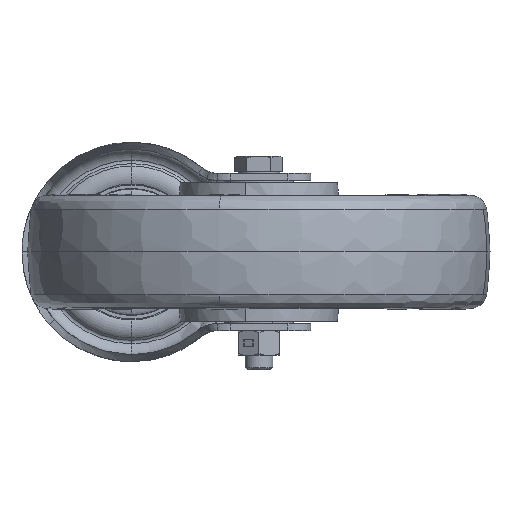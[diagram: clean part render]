
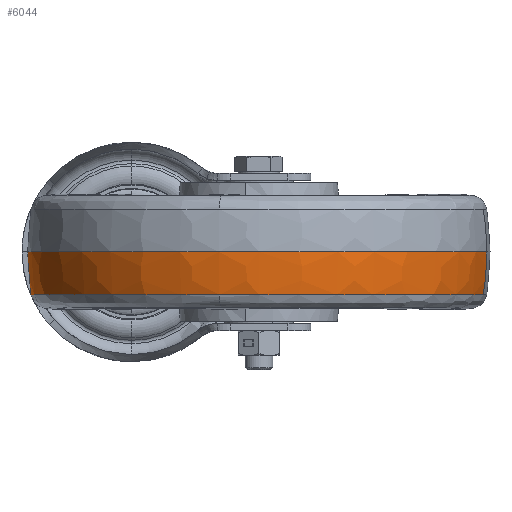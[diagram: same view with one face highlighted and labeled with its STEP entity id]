
A CAD part, front view. The second image highlights one B-rep face of the part: STEP entity #6044.
In plain terms, the highlighted toroidal (fillet/blend) face has major radius 4.992 mm and minor radius 105 mm.
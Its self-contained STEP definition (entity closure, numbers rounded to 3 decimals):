
#287 = AXIS2_PLACEMENT_3D ( 'NONE', #21261, #10155, #4544 ) ;
#560 = DIRECTION ( 'NONE',  ( -0.174, -0.985, 0. ) ) ;
#570 = CARTESIAN_POINT ( 'NONE',  ( 55., -131., 0. ) ) ;
#681 = DIRECTION ( 'NONE',  ( -0.174, -0.985, 0. ) ) ;
#918 = CARTESIAN_POINT ( 'NONE',  ( 59.916, -131.867, -1.304 ) ) ;
#1248 = ORIENTED_EDGE ( 'NONE', *, *, #19588, .T. ) ;
#2005 = EDGE_CURVE ( 'NONE', #11836, #2705, #20690, .T. ) ;
#2705 = VERTEX_POINT ( 'NONE', #12744 ) ;
#2963 = VERTEX_POINT ( 'NONE', #14754 ) ;
#4544 = DIRECTION ( 'NONE',  ( -0.174, -0.985, 0. ) ) ;
#6044 = ADVANCED_FACE ( 'NONE', ( #11367 ), #8072, .T. ) ;
#6186 = CARTESIAN_POINT ( 'NONE',  ( 55., -131., -18.561 ) ) ;
#7404 = AXIS2_PLACEMENT_3D ( 'NONE', #6186, #23254, #681 ) ;
#7829 = EDGE_CURVE ( 'NONE', #2705, #20972, #21124, .T. ) ;
#8072 = TOROIDAL_SURFACE ( 'NONE', #21736, -4.992, 105. ) ;
#8652 = CIRCLE ( 'NONE', #9454, 105. ) ;
#9454 = AXIS2_PLACEMENT_3D ( 'NONE', #918, #15600, #23149 ) ;
#9565 = EDGE_CURVE ( 'NONE', #2963, #11836, #23670, .T. ) ;
#10155 = DIRECTION ( 'NONE',  ( 0., 0., 1. ) ) ;
#10303 = CARTESIAN_POINT ( 'NONE',  ( 50.084, -130.133, -1.304 ) ) ;
#10595 = AXIS2_PLACEMENT_3D ( 'NONE', #10303, #560, #13765 ) ;
#11367 = FACE_OUTER_BOUND ( 'NONE', #21752, .T. ) ;
#11475 = CARTESIAN_POINT ( 'NONE',  ( 55., -131., -1.304 ) ) ;
#11836 = VERTEX_POINT ( 'NONE', #16323 ) ;
#12044 = DIRECTION ( 'NONE',  ( 0., 0., -1. ) ) ;
#12744 = CARTESIAN_POINT ( 'NONE',  ( 152.081, -148.128, -18.561 ) ) ;
#13311 = DIRECTION ( 'NONE',  ( 0., 0., 1. ) ) ;
#13765 = DIRECTION ( 'NONE',  ( 0.985, -0.174, 0. ) ) ;
#14529 = AXIS2_PLACEMENT_3D ( 'NONE', #570, #12044, #15357 ) ;
#14754 = CARTESIAN_POINT ( 'NONE',  ( -42.081, -113.872, -18.561 ) ) ;
#15354 = ORIENTED_EDGE ( 'NONE', *, *, #9565, .T. ) ;
#15357 = DIRECTION ( 'NONE',  ( -0.985, 0.174, 0. ) ) ;
#15600 = DIRECTION ( 'NONE',  ( 0.174, 0.985, 0. ) ) ;
#15786 = CARTESIAN_POINT ( 'NONE',  ( 153.479, -148.375, 0. ) ) ;
#16323 = CARTESIAN_POINT ( 'NONE',  ( 37.872, -228.081, -18.561 ) ) ;
#16531 = ORIENTED_EDGE ( 'NONE', *, *, #19626, .F. ) ;
#18233 = VERTEX_POINT ( 'NONE', #22853 ) ;
#19588 = EDGE_CURVE ( 'NONE', #20972, #18233, #23484, .T. ) ;
#19626 = EDGE_CURVE ( 'NONE', #2963, #18233, #8652, .T. ) ;
#20690 = CIRCLE ( 'NONE', #7404, 98.58 ) ;
#20972 = VERTEX_POINT ( 'NONE', #15786 ) ;
#21124 = CIRCLE ( 'NONE', #10595, 105. ) ;
#21140 = ORIENTED_EDGE ( 'NONE', *, *, #7829, .T. ) ;
#21261 = CARTESIAN_POINT ( 'NONE',  ( 55., -131., -18.561 ) ) ;
#21736 = AXIS2_PLACEMENT_3D ( 'NONE', #11475, #13311, #22959 ) ;
#21752 = EDGE_LOOP ( 'NONE', ( #16531, #15354, #22218, #21140, #1248 ) ) ;
#22218 = ORIENTED_EDGE ( 'NONE', *, *, #2005, .T. ) ;
#22853 = CARTESIAN_POINT ( 'NONE',  ( -43.479, -113.625, 0. ) ) ;
#22959 = DIRECTION ( 'NONE',  ( 0.985, -0.174, 0. ) ) ;
#23149 = DIRECTION ( 'NONE',  ( -0.985, 0.174, 0. ) ) ;
#23254 = DIRECTION ( 'NONE',  ( 0., 0., 1. ) ) ;
#23484 = CIRCLE ( 'NONE', #14529, 100. ) ;
#23670 = CIRCLE ( 'NONE', #287, 98.58 ) ;
